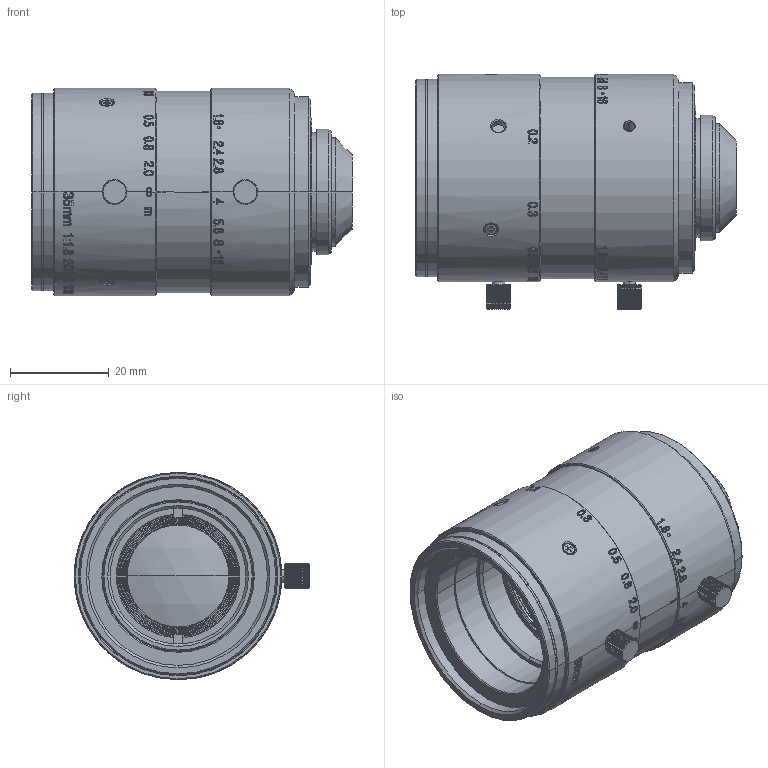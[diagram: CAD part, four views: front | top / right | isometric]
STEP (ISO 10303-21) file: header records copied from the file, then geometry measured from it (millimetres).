
FILE_DESCRIPTION (( 'STEP AP203' ), '1' );
FILE_NAME ('600141.step', '2025-04-14T08:38:57', ( 'MSI' ), ( '' ), 'SwSTEP 2.0', 'SolidWorks 2020', '' );
FILE_SCHEMA (( 'CONFIG_CONTROL_DESIGN' ));
Length unit declared in the file: millimetre
Products named in the file (24): DZ_LA3518A_2310-1_ASM_11_ASM.stp; DZ_LA3518A_2310-2_ASM_4_ASM.stp; DZ_LA3518A_2310-QQ-0_03X-1_1_3.stp; V330051A-603_33.stp; V330051A-609_10.stp; V330051A-602_13.stp; DZ_LA3518A_2310-QQ-0_2X-3_5_2.stp; V330051A-608_19.stp; V330051A-607_36.stp; DZ_LA3518A_2310-QQ-0_03X-1_1_ASM.stp; V330051B-605.stp; DZ_LA3518A_2310-QQ-0_2X-3_5_ASM.stp; DZ_LA3518A_2310-1-1_ASM_2_ASM.stp; 600141.stp; 600141; 41A-617-0_1-0_05-0_025-0_01_1.stp; 51A-615-0_1-0_05-0_025-0_01_5.stp; DZO_LA3518A_2310_ASM_247_ASM.stp; MANIFOLD_SOLID_BREP_1985_2.stp; V330051A-606_23.stp; V330051A-601_34.stp; MANIFOLD_SOLID_BREP_2024_1.stp; M1_4X3_1.stp; V330011A-618_9.stp
Assembly tree (30 placements, depth 7):
  600141
    600141.stp
      DZO_LA3518A_2310_ASM_247_ASM.stp
        DZ_LA3518A_2310-2_ASM_4_ASM.stp
          DZ_LA3518A_2310-QQ-0_2X-3_5_ASM.stp
            DZ_LA3518A_2310-QQ-0_2X-3_5_2.stp
          V330051A-602_13.stp
        DZ_LA3518A_2310-1_ASM_11_ASM.stp
          DZ_LA3518A_2310-1-1_ASM_2_ASM.stp
            DZ_LA3518A_2310-QQ-0_03X-1_1_ASM.stp
              DZ_LA3518A_2310-QQ-0_03X-1_1_3.stp
          V330051A-601_34.stp
          V330051A-609_10.stp
        V330051A-603_33.stp
        V330051A-608_19.stp
        M1_4X3_1.stp  x5
        V330011A-618_9.stp
        41A-617-0_1-0_05-0_025-0_01_1.stp
        MANIFOLD_SOLID_BREP_2024_1.stp  x3
        V330051A-606_23.stp
        V330051A-607_36.stp
        MANIFOLD_SOLID_BREP_1985_2.stp  x2
        51A-615-0_1-0_05-0_025-0_01_5.stp
      V330051B-605.stp
Bounding box: 64.99 x 47.65 x 42 mm (x, y, z)
Volume: 39585.5 mm3; surface area: 47352.5 mm2
Topology: 23 solids, 23 shells, 2887 faces, 7499 edges, 4843 vertices
Faces by surface type: bspline 980, plane 776, cylinder 677, cone 388, torus 58, sphere 8
Entity records: 132127 total; most frequent: CARTESIAN_POINT 73842, ORIENTED_EDGE 13106, DIRECTION 8822, EDGE_CURVE 6553, VERTEX_POINT 4241, AXIS2_PLACEMENT_3D 3206, EDGE_LOOP 2792, ADVANCED_FACE 2530
